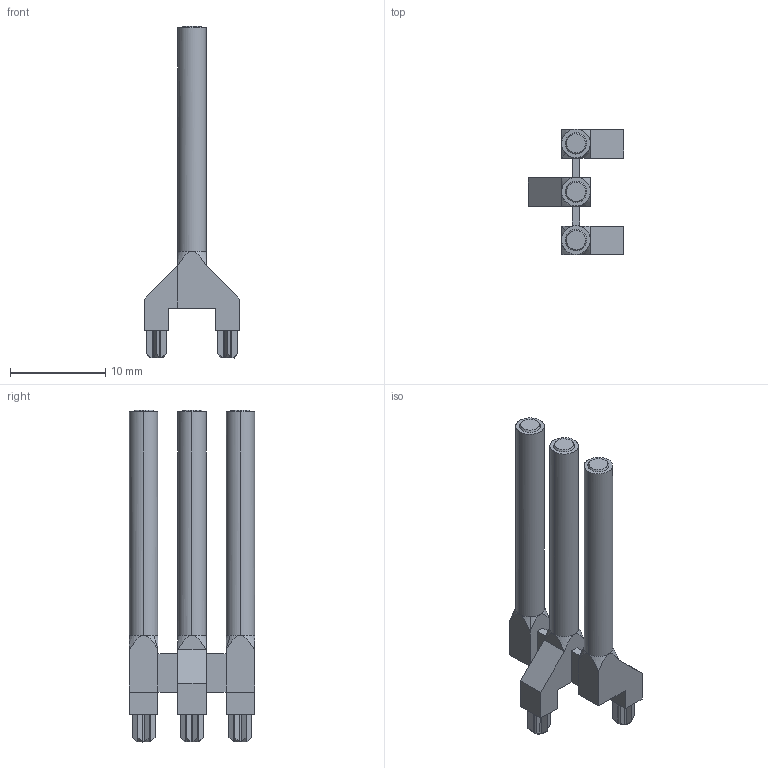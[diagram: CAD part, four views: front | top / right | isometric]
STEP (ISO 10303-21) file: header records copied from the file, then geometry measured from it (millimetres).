
FILE_DESCRIPTION(/* description */ (''),/* implementation_level */ '2;1');
FILE_NAME(/* name */ 'HS LC-V-D3-R3XC1-5,08.step',/* time_stamp */ '2017-12-05T21:41:42+03:00',/* author */ (''),/* organization */ (''),/* preprocessor_version */ 'ST-DEVELOPER v16.13',/* originating_system */ 'Autodesk Translation Framework v6.5.0.72',/* authorisation */ '');
FILE_SCHEMA (('AUTOMOTIVE_DESIGN { 1 0 10303 214 3 1 1 }'));
Length unit declared in the file: millimetre
Products named in the file (2): 2202312; HS_LC-V-D3_R3XC1-5.08_H
Assembly tree (1 placements, depth 2):
  2202312
    HS_LC-V-D3_R3XC1-5.08_H
Bounding box: 10 x 13.16 x 34.9 mm (x, y, z)
Volume: 831.2 mm3; surface area: 1198.1 mm2
Topology: 1 solids, 1 shells, 136 faces, 327 edges, 199 vertices
Faces by surface type: plane 76, cone 32, cylinder 18, bspline 10
Entity records: 4472 total; most frequent: CARTESIAN_POINT 1467, ORIENTED_EDGE 654, DIRECTION 567, EDGE_CURVE 327, VERTEX_POINT 199, AXIS2_PLACEMENT_3D 194, LINE 179, VECTOR 179
